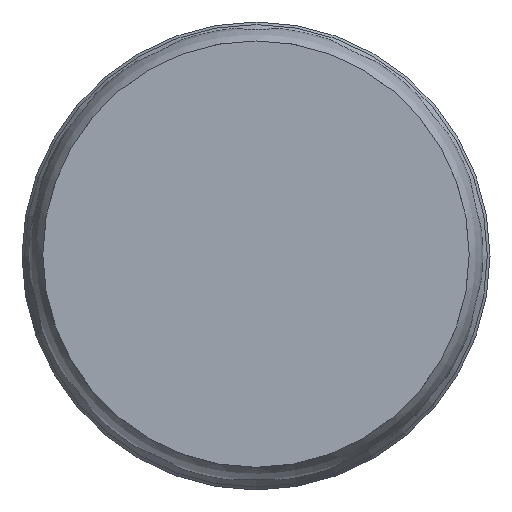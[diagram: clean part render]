
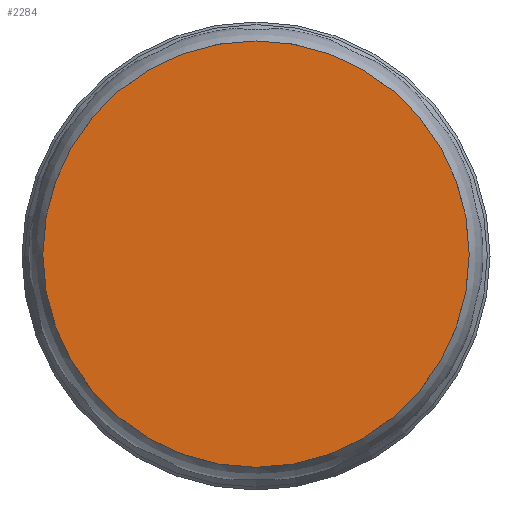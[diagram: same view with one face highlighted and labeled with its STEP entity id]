
A CAD part, top view. The second image highlights one B-rep face of the part: STEP entity #2284.
In plain terms, the highlighted planar face has unit normal (0, 0, 1).
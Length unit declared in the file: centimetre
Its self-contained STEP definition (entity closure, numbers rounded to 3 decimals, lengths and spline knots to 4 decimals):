
#141=CIRCLE('',#2636,38.9928);
#314=FACE_OUTER_BOUND('',#431,.T.);
#431=EDGE_LOOP('',(#2068));
#916=VERTEX_POINT('',#6153);
#1302=EDGE_CURVE('',#916,#916,#141,.T.);
#2068=ORIENTED_EDGE('',*,*,#1302,.T.);
#2184=PLANE('',#2637);
#2284=ADVANCED_FACE('',(#314),#2184,.T.);
#2636=AXIS2_PLACEMENT_3D('',#6154,#3095,#3096);
#2637=AXIS2_PLACEMENT_3D('',#6156,#3098,#3099);
#3095=DIRECTION('center_axis',(0.,0.,1.));
#3096=DIRECTION('ref_axis',(1.,0.,0.));
#3098=DIRECTION('center_axis',(0.,0.,1.));
#3099=DIRECTION('ref_axis',(1.,0.,0.));
#6153=CARTESIAN_POINT('',(-38.9928,0.,136.5));
#6154=CARTESIAN_POINT('Origin',(0.,0.,136.5));
#6156=CARTESIAN_POINT('Origin',(0.,0.,136.5));
